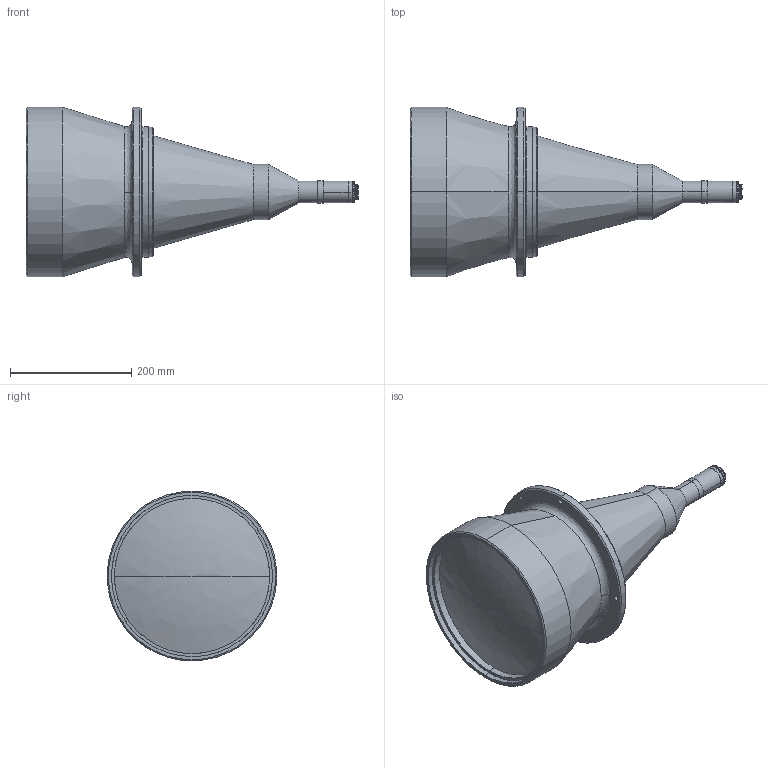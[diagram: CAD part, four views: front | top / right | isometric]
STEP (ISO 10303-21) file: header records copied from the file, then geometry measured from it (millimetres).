
FILE_DESCRIPTION (( 'STEP AP203' ), '1' );
FILE_NAME ('610022.STEP', '2020-12-25T07:10:24', ( '' ), ( '' ), 'SwSTEP 2.0', 'SolidWorks 2019', '' );
FILE_SCHEMA (( 'CONFIG_CONTROL_DESIGN' ));
Length unit declared in the file: millimetre
Products named in the file (1): 610022
Bounding box: 547.68 x 279.48 x 280 mm (x, y, z)
Surface area: 418994.7 mm2 (no closed solid volume)
Topology: 0 solids, 9 shells, 227 faces, 556 edges, 351 vertices
Faces by surface type: cylinder 114, cone 79, plane 24, bspline 10
Entity records: 13170 total; most frequent: CARTESIAN_POINT 8935, ORIENTED_EDGE 1076, EDGE_CURVE 552, B_SPLINE_CURVE_WITH_KNOTS 527, DIRECTION 436, VERTEX_POINT 351, EDGE_LOOP 271, ADVANCED_FACE 227
